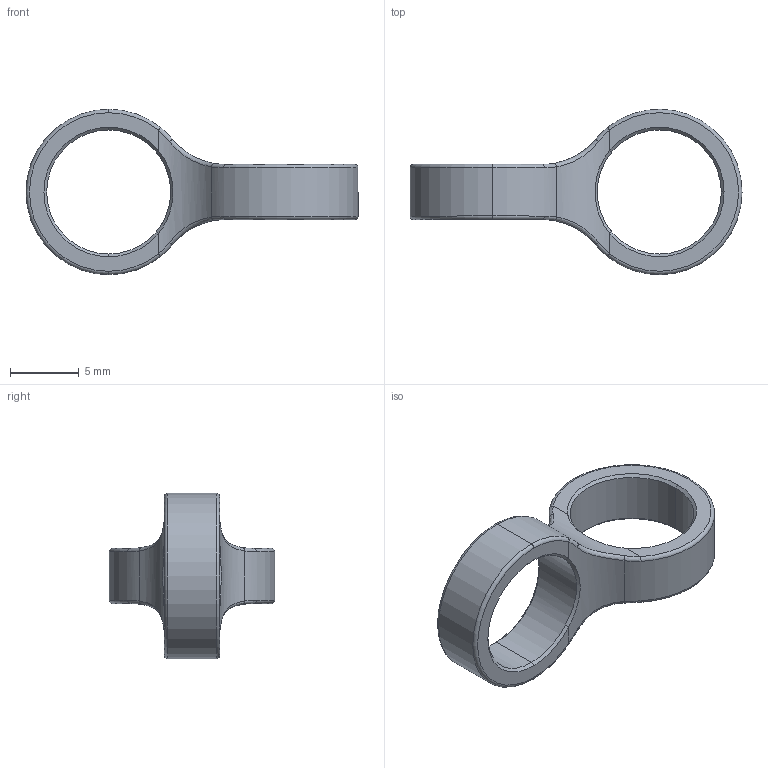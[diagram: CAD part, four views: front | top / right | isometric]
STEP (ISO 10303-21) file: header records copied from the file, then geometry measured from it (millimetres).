
FILE_DESCRIPTION (( 'STEP AP214' ), '1' );
FILE_NAME ('bearing_link.STEP', '2018-03-21T12:34:20', ( '' ), ( '' ), 'SwSTEP 2.0', 'SolidWorks 2015', '' );
FILE_SCHEMA (( 'AUTOMOTIVE_DESIGN' ));
Length unit declared in the file: millimetre
Products named in the file (1): bearing_link
Bounding box: 24.08 x 12 x 12 mm (x, y, z)
Volume: 417.9 mm3; surface area: 677 mm2
Topology: 1 solids, 1 shells, 50 faces, 123 edges, 71 vertices
Faces by surface type: bspline 16, cylinder 12, torus 9, cone 9, plane 4
Entity records: 2941 total; most frequent: CARTESIAN_POINT 1827, ORIENTED_EDGE 246, DIRECTION 209, EDGE_CURVE 123, AXIS2_PLACEMENT_3D 93, VERTEX_POINT 71, CIRCLE 58, ADVANCED_FACE 50
